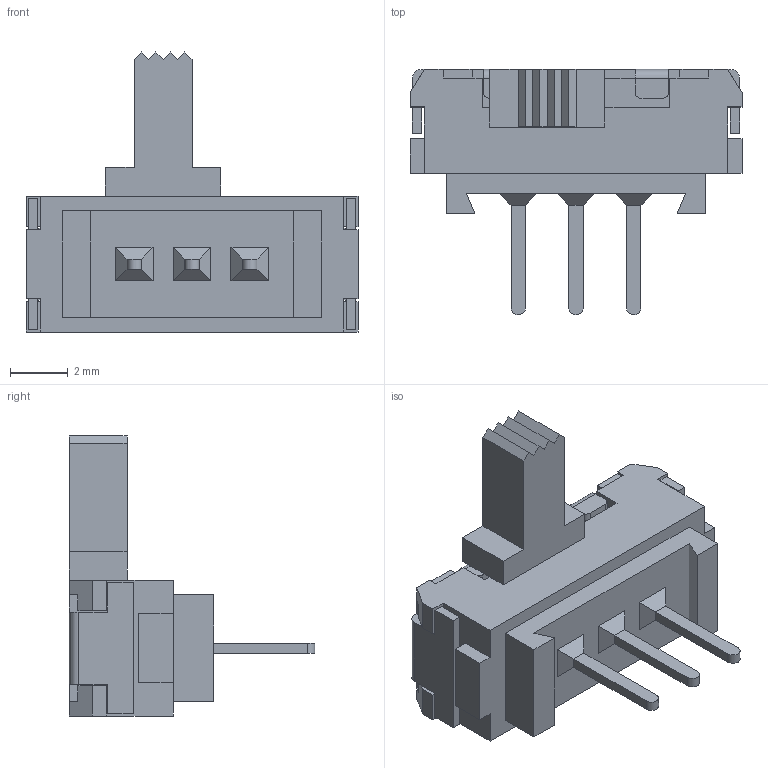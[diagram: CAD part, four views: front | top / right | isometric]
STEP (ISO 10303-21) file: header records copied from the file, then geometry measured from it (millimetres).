
FILE_DESCRIPTION (( 'STEP AP214' ), '1' );
FILE_NAME ('SSSS916400.STEP', '2011-11-28T05:10:34', ( ' ' ), ( '' ), 'SwSTEP 2.0', 'SolidWorks 2010', '' );
FILE_SCHEMA (( 'AUTOMOTIVE_DESIGN' ));
Length unit declared in the file: millimetre
Products named in the file (1): SSSS916400
Bounding box: 11.5 x 8.5 x 9.7 mm (x, y, z)
Volume: 238 mm3; surface area: 367.7 mm2
Topology: 1 solids, 1 shells, 169 faces, 464 edges, 301 vertices
Faces by surface type: plane 155, cylinder 14
Entity records: 7129 total; most frequent: CARTESIAN_POINT 935, ORIENTED_EDGE 928, DIRECTION 833, EDGE_CURVE 464, LINE 435, VECTOR 435, VERTEX_POINT 301, AXIS2_PLACEMENT_3D 199
